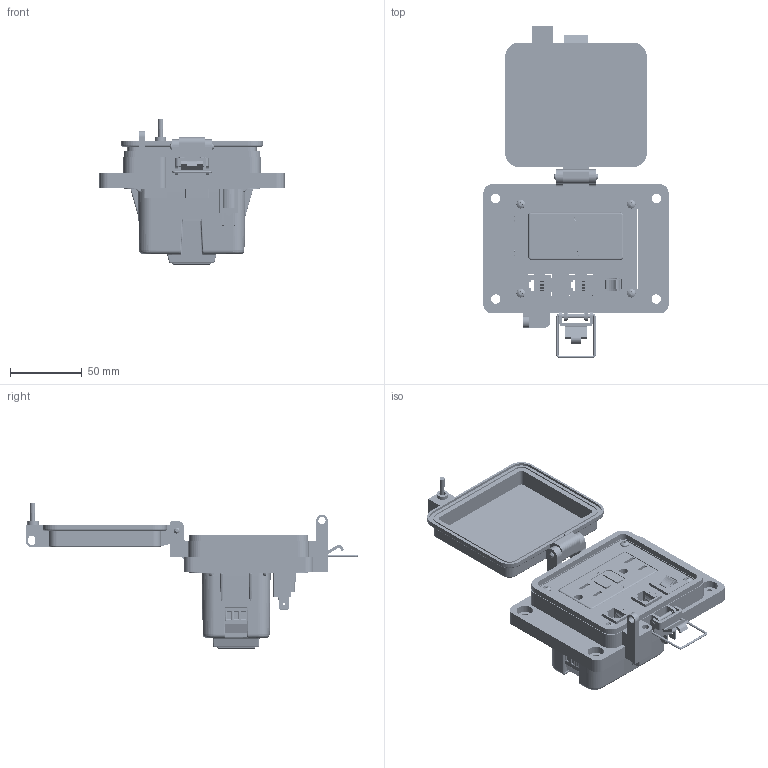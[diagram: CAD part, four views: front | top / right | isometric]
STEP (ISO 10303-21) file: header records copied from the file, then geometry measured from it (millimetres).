
FILE_DESCRIPTION (( 'STEP AP203' ), '1' );
FILE_NAME ('P-R2#2-K2RF3_3D.STEP', '2021-11-17T16:34:39', ( '' ), ( '' ), 'SwSTEP 2.0', 'SolidWorks 2019', '' );
FILE_SCHEMA (( 'CONFIG_CONTROL_DESIGN' ));
Length unit declared in the file: millimetre
Products named in the file (17): 92005A124_METRIC PAN HEAD PHILLIPS MACHINE SCREW_92005A124; RF; P-R2#2-K2RF3_FP060_1; P-R2#2-K2RF3_BP180_1; Z-CB-SM; R2; Z-200-OTLT-RIOF-15A; Z-300-RJ45CAT5; P-R2#2-K2RF3_TP060_1; Z-000-4243316TFP; Z-120-RIOF-SHELL; Z-200-OTLT-GFIH-15A_sheared; P-R2#2-K2RF3_3D; Z-H-K2_B; CBX; -K2
Assembly tree (20 placements, depth 4):
  P-R2#2-K2RF3_3D
    P-R2#2-K2RF3_BP180_1
    P-R2#2-K2RF3_TP060_1
    Z-000-4243316TFP
    P-R2#2-K2RF3_FP060_1
    R2
      Z-300-RJ45CAT5
    R2
      Z-300-RJ45CAT5
    CBX
      Z-CB-SM
    -K2
      Z-H-K2_B
    92005A124_METRIC PAN HEAD PHILLIPS MACHINE SCREW_92005A124  x4
    RF
      Z-200-OTLT-RIOF-15A
        Z-120-RIOF-SHELL
        Z-200-OTLT-GFIH-15A_sheared
Bounding box: 129 x 231.28 x 101.5 mm (x, y, z)
Volume: 306637.7 mm3; surface area: 191917.7 mm2
Topology: 38 solids, 44 shells, 6065 faces, 15921 edges, 10126 vertices
Faces by surface type: plane 2575, cylinder 1890, bspline 1330, cone 123, torus 89, sphere 58
Entity records: 220957 total; most frequent: CARTESIAN_POINT 102856, ORIENTED_EDGE 27046, DIRECTION 19627, EDGE_CURVE 13523, VERTEX_POINT 8543, VECTOR 7921, LINE 7921, AXIS2_PLACEMENT_3D 5853
